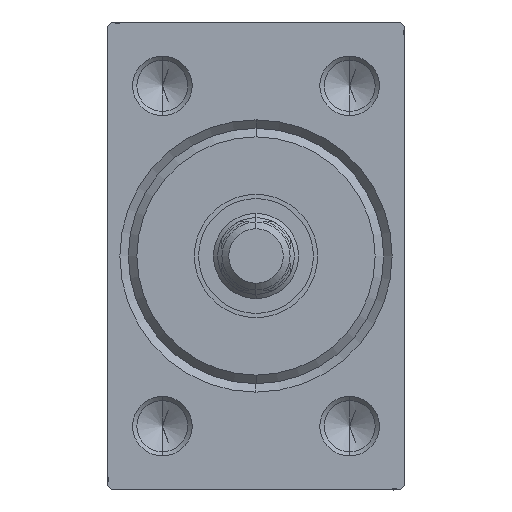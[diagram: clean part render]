
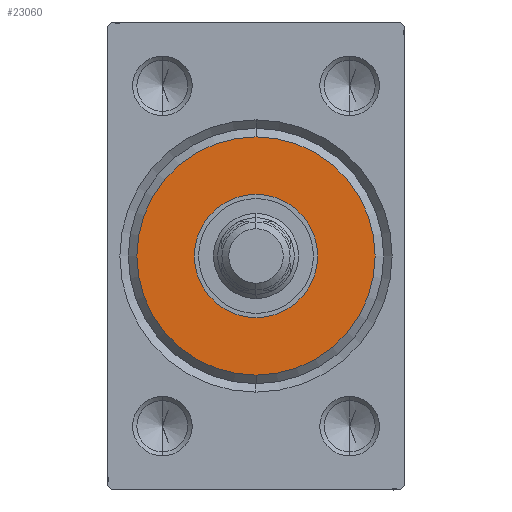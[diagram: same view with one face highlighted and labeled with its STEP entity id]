
A CAD part, left-side view. The second image highlights one B-rep face of the part: STEP entity #23060.
In plain terms, the highlighted face is planar.
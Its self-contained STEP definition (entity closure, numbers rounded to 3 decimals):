
#259 = DIRECTION ( 'NONE',  ( 1., 0., 0. ) ) ;
#582 = DIRECTION ( 'NONE',  ( 1., 0., 0. ) ) ;
#1078 = AXIS2_PLACEMENT_3D ( 'NONE', #17804, #582, #15298 ) ;
#3909 = VERTEX_POINT ( 'NONE', #41112 ) ;
#4208 = CIRCLE ( 'NONE', #7849, 14. ) ;
#4316 = CARTESIAN_POINT ( 'NONE',  ( 3., 0., 0. ) ) ;
#7849 = AXIS2_PLACEMENT_3D ( 'NONE', #38160, #17784, #17332 ) ;
#8952 = AXIS2_PLACEMENT_3D ( 'NONE', #4316, #259, #31516 ) ;
#10393 = ORIENTED_EDGE ( 'NONE', *, *, #37173, .F. ) ;
#11677 = FACE_BOUND ( 'NONE', #31767, .T. ) ;
#12988 = CARTESIAN_POINT ( 'NONE',  ( 3., 0., 14. ) ) ;
#13257 = CIRCLE ( 'NONE', #42902, 14. ) ;
#15298 = DIRECTION ( 'NONE',  ( 0., 0., -1. ) ) ;
#16313 = EDGE_CURVE ( 'NONE', #3909, #17427, #29213, .T. ) ;
#17020 = ORIENTED_EDGE ( 'NONE', *, *, #41262, .T. ) ;
#17332 = DIRECTION ( 'NONE',  ( 0., 0., -1. ) ) ;
#17427 = VERTEX_POINT ( 'NONE', #18605 ) ;
#17784 = DIRECTION ( 'NONE',  ( 1., 0., 0. ) ) ;
#17804 = CARTESIAN_POINT ( 'NONE',  ( 3., 0., 0. ) ) ;
#17967 = CARTESIAN_POINT ( 'NONE',  ( 3., 0., 0. ) ) ;
#18008 = CIRCLE ( 'NONE', #28123, 7.25 ) ;
#18605 = CARTESIAN_POINT ( 'NONE',  ( 3., 0., 7.25 ) ) ;
#19240 = ORIENTED_EDGE ( 'NONE', *, *, #16313, .F. ) ;
#21323 = ORIENTED_EDGE ( 'NONE', *, *, #36355, .T. ) ;
#23060 = ADVANCED_FACE ( 'NONE', ( #25278, #11677 ), #25497, .T. ) ;
#24316 = DIRECTION ( 'NONE',  ( 1., 0., 0. ) ) ;
#25249 = DIRECTION ( 'NONE',  ( 1., 0., 0. ) ) ;
#25278 = FACE_OUTER_BOUND ( 'NONE', #43778, .T. ) ;
#25497 = PLANE ( 'NONE',  #1078 ) ;
#25650 = VERTEX_POINT ( 'NONE', #12988 ) ;
#28123 = AXIS2_PLACEMENT_3D ( 'NONE', #17967, #24316, #38787 ) ;
#28862 = CARTESIAN_POINT ( 'NONE',  ( 3., 0., 0. ) ) ;
#29076 = DIRECTION ( 'NONE',  ( 0., 0., -1. ) ) ;
#29213 = CIRCLE ( 'NONE', #8952, 7.25 ) ;
#31174 = VERTEX_POINT ( 'NONE', #44725 ) ;
#31516 = DIRECTION ( 'NONE',  ( 0., 0., -1. ) ) ;
#31767 = EDGE_LOOP ( 'NONE', ( #19240, #10393 ) ) ;
#36355 = EDGE_CURVE ( 'NONE', #31174, #25650, #4208, .T. ) ;
#37173 = EDGE_CURVE ( 'NONE', #17427, #3909, #18008, .T. ) ;
#38160 = CARTESIAN_POINT ( 'NONE',  ( 3., 0., 0. ) ) ;
#38787 = DIRECTION ( 'NONE',  ( 0., 0., -1. ) ) ;
#41112 = CARTESIAN_POINT ( 'NONE',  ( 3., 0., -7.25 ) ) ;
#41262 = EDGE_CURVE ( 'NONE', #25650, #31174, #13257, .T. ) ;
#42902 = AXIS2_PLACEMENT_3D ( 'NONE', #28862, #25249, #29076 ) ;
#43778 = EDGE_LOOP ( 'NONE', ( #17020, #21323 ) ) ;
#44725 = CARTESIAN_POINT ( 'NONE',  ( 3., 0., -14. ) ) ;
